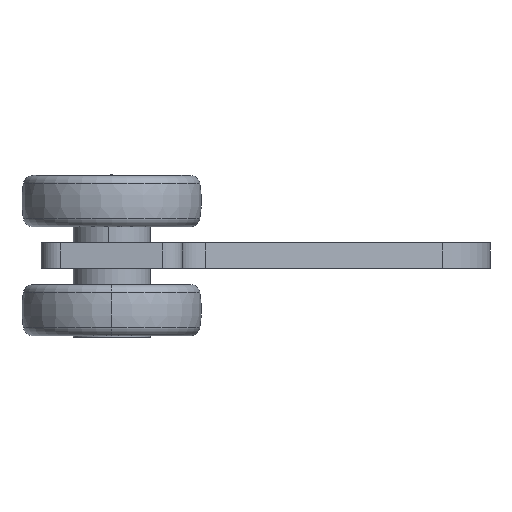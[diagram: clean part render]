
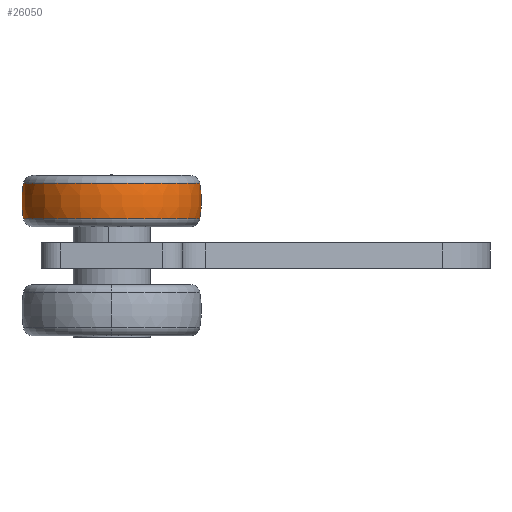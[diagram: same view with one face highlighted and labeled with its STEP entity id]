
A CAD part, left-side view. The second image highlights one B-rep face of the part: STEP entity #26050.
In plain terms, the highlighted toroidal (fillet/blend) face has major radius 2 mm and minor radius 16 mm.
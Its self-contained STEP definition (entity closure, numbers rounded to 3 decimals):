
#405 = AXIS2_PLACEMENT_3D ( 'NONE', #16079, #420, #2488 ) ;
#420 = DIRECTION ( 'NONE',  ( 0., 0., 1. ) ) ;
#1844 = AXIS2_PLACEMENT_3D ( 'NONE', #5827, #21336, #10558 ) ;
#1886 = TOROIDAL_SURFACE ( 'NONE', #16031, -2., 16. ) ;
#2442 = DIRECTION ( 'NONE',  ( 1., 0., 0. ) ) ;
#2488 = DIRECTION ( 'NONE',  ( 0., 1., 0. ) ) ;
#4754 = EDGE_LOOP ( 'NONE', ( #23704, #17815, #25162, #22707 ) ) ;
#5714 = CIRCLE ( 'NONE', #11855, 13.76 ) ;
#5723 = FACE_OUTER_BOUND ( 'NONE', #4754, .T. ) ;
#5827 = CARTESIAN_POINT ( 'NONE',  ( -22.5, -13., 8.5 ) ) ;
#5859 = CARTESIAN_POINT ( 'NONE',  ( -22.5, -11., 8.5 ) ) ;
#7543 = CARTESIAN_POINT ( 'NONE',  ( -22.5, -24.76, 5.741 ) ) ;
#7961 = CARTESIAN_POINT ( 'NONE',  ( -22.5, 2.76, 11.259 ) ) ;
#10558 = DIRECTION ( 'NONE',  ( 0., 0.985, 0.172 ) ) ;
#11855 = AXIS2_PLACEMENT_3D ( 'NONE', #20545, #27170, #29120 ) ;
#12379 = DIRECTION ( 'NONE',  ( 0., 0., 1. ) ) ;
#14453 = DIRECTION ( 'NONE',  ( 0., -1., 0. ) ) ;
#14571 = VERTEX_POINT ( 'NONE', #7961 ) ;
#15986 = VERTEX_POINT ( 'NONE', #23667 ) ;
#16031 = AXIS2_PLACEMENT_3D ( 'NONE', #5859, #12379, #14453 ) ;
#16079 = CARTESIAN_POINT ( 'NONE',  ( -22.5, -11., 5.741 ) ) ;
#16453 = CIRCLE ( 'NONE', #405, 13.76 ) ;
#17815 = ORIENTED_EDGE ( 'NONE', *, *, #27324, .F. ) ;
#18380 = CARTESIAN_POINT ( 'NONE',  ( -22.5, -9., 8.5 ) ) ;
#20545 = CARTESIAN_POINT ( 'NONE',  ( -22.5, -11., 11.259 ) ) ;
#21278 = CARTESIAN_POINT ( 'NONE',  ( -22.5, 2.76, 5.741 ) ) ;
#21336 = DIRECTION ( 'NONE',  ( 1., 0., 0. ) ) ;
#21731 = CIRCLE ( 'NONE', #28323, 16. ) ;
#22111 = CIRCLE ( 'NONE', #1844, 16. ) ;
#22707 = ORIENTED_EDGE ( 'NONE', *, *, #24245, .F. ) ;
#23110 = VERTEX_POINT ( 'NONE', #21278 ) ;
#23642 = EDGE_CURVE ( 'NONE', #23110, #25787, #16453, .T. ) ;
#23667 = CARTESIAN_POINT ( 'NONE',  ( -22.5, -24.76, 11.259 ) ) ;
#23704 = ORIENTED_EDGE ( 'NONE', *, *, #23642, .T. ) ;
#24245 = EDGE_CURVE ( 'NONE', #23110, #14571, #22111, .T. ) ;
#25162 = ORIENTED_EDGE ( 'NONE', *, *, #27862, .T. ) ;
#25787 = VERTEX_POINT ( 'NONE', #7543 ) ;
#26050 = ADVANCED_FACE ( 'NONE', ( #5723 ), #1886, .T. ) ;
#27170 = DIRECTION ( 'NONE',  ( 0., 0., -1. ) ) ;
#27215 = DIRECTION ( 'NONE',  ( 0., -0.985, 0.172 ) ) ;
#27324 = EDGE_CURVE ( 'NONE', #15986, #25787, #21731, .T. ) ;
#27862 = EDGE_CURVE ( 'NONE', #15986, #14571, #5714, .T. ) ;
#28323 = AXIS2_PLACEMENT_3D ( 'NONE', #18380, #2442, #27215 ) ;
#29120 = DIRECTION ( 'NONE',  ( 0., 1., 0. ) ) ;
